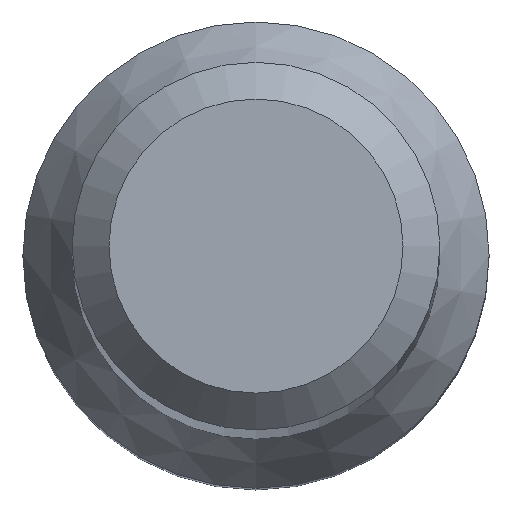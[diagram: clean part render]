
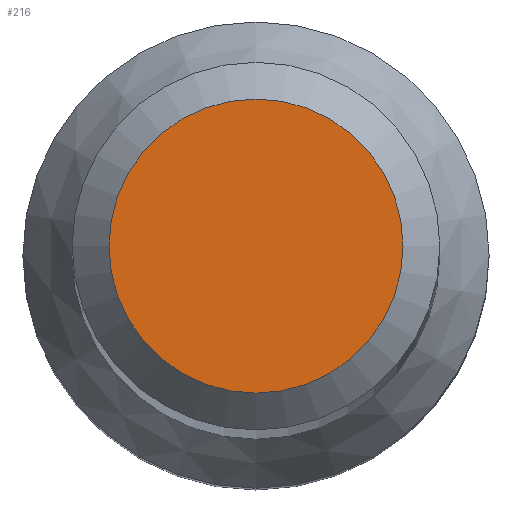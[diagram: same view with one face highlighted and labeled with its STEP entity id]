
A CAD part, top view. The second image highlights one B-rep face of the part: STEP entity #216.
In plain terms, the highlighted planar face has unit normal (0, 0, 1).
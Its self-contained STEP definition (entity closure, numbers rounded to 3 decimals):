
#89 = EDGE_LOOP ( 'NONE', ( #236 ) ) ;
#100 = CARTESIAN_POINT ( 'NONE',  ( 0., 0., 101. ) ) ;
#137 = PLANE ( 'NONE',  #229 ) ;
#145 = CIRCLE ( 'NONE', #213, 2.4 ) ;
#169 = CARTESIAN_POINT ( 'NONE',  ( 0., 2.4, 101. ) ) ;
#174 = DIRECTION ( 'NONE',  ( 0., 1., 0. ) ) ;
#176 = FACE_OUTER_BOUND ( 'NONE', #89, .T. ) ;
#192 = DIRECTION ( 'NONE',  ( 0., 0., -1. ) ) ;
#213 = AXIS2_PLACEMENT_3D ( 'NONE', #215, #192, #174 ) ;
#215 = CARTESIAN_POINT ( 'NONE',  ( 0., 0., 101. ) ) ;
#216 = ADVANCED_FACE ( 'NONE', ( #176 ), #137, .T. ) ;
#218 = DIRECTION ( 'NONE',  ( 0., 0., 1. ) ) ;
#219 = EDGE_CURVE ( 'NONE', #243, #243, #145, .T. ) ;
#221 = DIRECTION ( 'NONE',  ( 0., -1., 0. ) ) ;
#229 = AXIS2_PLACEMENT_3D ( 'NONE', #100, #218, #221 ) ;
#236 = ORIENTED_EDGE ( 'NONE', *, *, #219, .F. ) ;
#243 = VERTEX_POINT ( 'NONE', #169 ) ;
